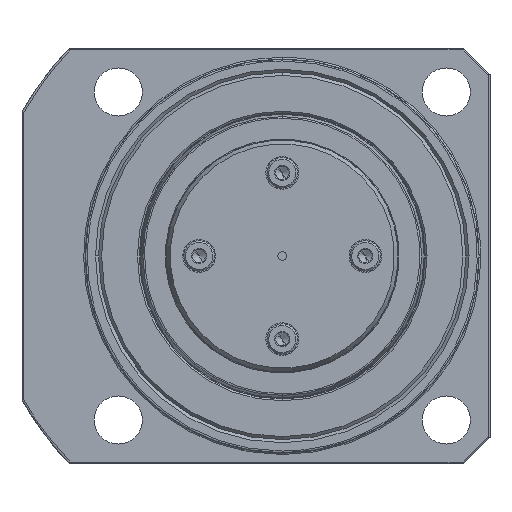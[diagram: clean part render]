
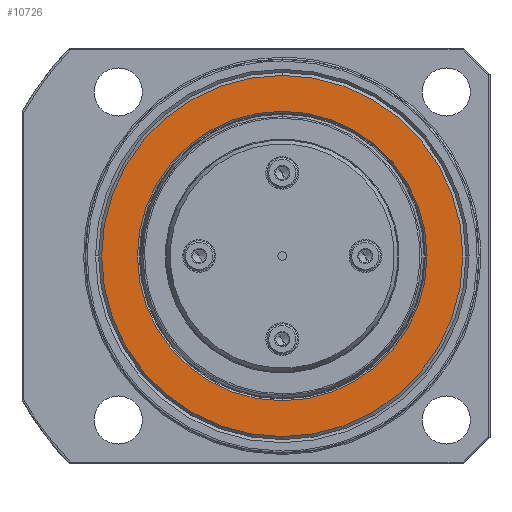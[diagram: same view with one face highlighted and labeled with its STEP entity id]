
A CAD part, front view. The second image highlights one B-rep face of the part: STEP entity #10726.
In plain terms, the highlighted face is planar.
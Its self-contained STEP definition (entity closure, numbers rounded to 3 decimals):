
#485 = DIRECTION ( 'NONE',  ( 0., 0., -1. ) ) ;
#486 = DIRECTION ( 'NONE',  ( 1., 0., 0. ) ) ;
#491 = CARTESIAN_POINT ( 'NONE',  ( 74., 0., 0. ) ) ;
#492 = PLANE ( 'NONE',  #13388 ) ;
#724 = CIRCLE ( 'NONE', #3384, 33.1 ) ;
#732 = CIRCLE ( 'NONE', #3380, 41.3 ) ;
#1887 = EDGE_LOOP ( 'NONE', ( #11778, #11777 ) ) ;
#1891 = EDGE_LOOP ( 'NONE', ( #11776, #11775 ) ) ;
#3380 = AXIS2_PLACEMENT_3D ( 'NONE', #5778, #5779, #5780 ) ;
#3384 = AXIS2_PLACEMENT_3D ( 'NONE', #5790, #5791, #5792 ) ;
#3404 = AXIS2_PLACEMENT_3D ( 'NONE', #5873, #5874, #5875 ) ;
#3416 = AXIS2_PLACEMENT_3D ( 'NONE', #6252, #6253, #6254 ) ;
#3914 = VERTEX_POINT ( 'NONE', #15391 ) ;
#3930 = VERTEX_POINT ( 'NONE', #15377 ) ;
#4007 = VERTEX_POINT ( 'NONE', #15302 ) ;
#4008 = VERTEX_POINT ( 'NONE', #15301 ) ;
#5778 = CARTESIAN_POINT ( 'NONE',  ( 74., 0., 0. ) ) ;
#5779 = DIRECTION ( 'NONE',  ( -1., 0., 0. ) ) ;
#5780 = DIRECTION ( 'NONE',  ( 0., 0., 1. ) ) ;
#5790 = CARTESIAN_POINT ( 'NONE',  ( 74., 0., 0. ) ) ;
#5791 = DIRECTION ( 'NONE',  ( -1., 0., 0. ) ) ;
#5792 = DIRECTION ( 'NONE',  ( 0., 1., 0. ) ) ;
#5873 = CARTESIAN_POINT ( 'NONE',  ( 74., 0., 0. ) ) ;
#5874 = DIRECTION ( 'NONE',  ( -1., 0., 0. ) ) ;
#5875 = DIRECTION ( 'NONE',  ( 0., 1., 0. ) ) ;
#6252 = CARTESIAN_POINT ( 'NONE',  ( 74., 0., 0. ) ) ;
#6253 = DIRECTION ( 'NONE',  ( -1., 0., 0. ) ) ;
#6254 = DIRECTION ( 'NONE',  ( 0., 0., 1. ) ) ;
#6655 = CIRCLE ( 'NONE', #3404, 33.1 ) ;
#6662 = CIRCLE ( 'NONE', #3416, 41.3 ) ;
#10726 = ADVANCED_FACE ( 'NONE', ( #11451, #11448 ), #492, .T. ) ;
#11448 = FACE_BOUND ( 'NONE', #1891, .T. ) ;
#11451 = FACE_OUTER_BOUND ( 'NONE', #1887, .T. ) ;
#11775 = ORIENTED_EDGE ( 'NONE', *, *, #14309, .T. ) ;
#11776 = ORIENTED_EDGE ( 'NONE', *, *, #14340, .T. ) ;
#11777 = ORIENTED_EDGE ( 'NONE', *, *, #14305, .F. ) ;
#11778 = ORIENTED_EDGE ( 'NONE', *, *, #14380, .F. ) ;
#13388 = AXIS2_PLACEMENT_3D ( 'NONE', #491, #486, #485 ) ;
#14305 = EDGE_CURVE ( 'NONE', #3930, #3914, #732, .T. ) ;
#14309 = EDGE_CURVE ( 'NONE', #4007, #4008, #724, .T. ) ;
#14340 = EDGE_CURVE ( 'NONE', #4008, #4007, #6655, .T. ) ;
#14380 = EDGE_CURVE ( 'NONE', #3914, #3930, #6662, .T. ) ;
#15301 = CARTESIAN_POINT ( 'NONE',  ( 74., 33.1, 0. ) ) ;
#15302 = CARTESIAN_POINT ( 'NONE',  ( 74., -33.1, 0. ) ) ;
#15377 = CARTESIAN_POINT ( 'NONE',  ( 74., 0., -41.3 ) ) ;
#15391 = CARTESIAN_POINT ( 'NONE',  ( 74., 0., 41.3 ) ) ;
